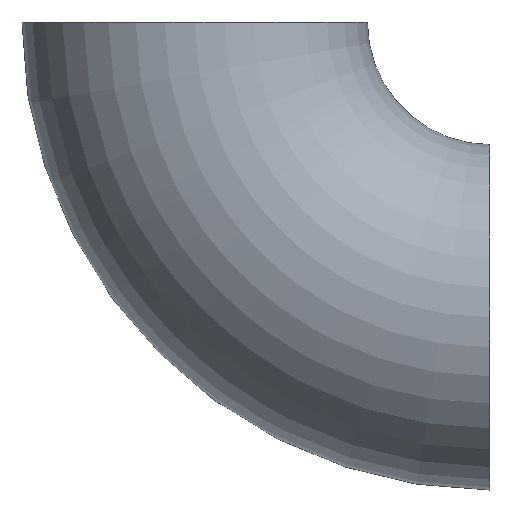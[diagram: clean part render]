
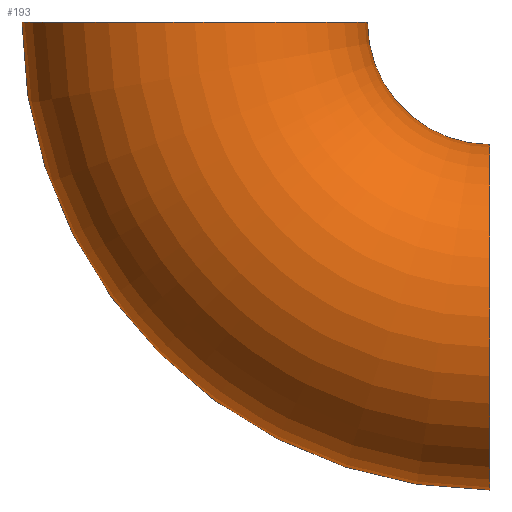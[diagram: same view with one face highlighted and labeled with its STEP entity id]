
A CAD part, front view. The second image highlights one B-rep face of the part: STEP entity #193.
In plain terms, the highlighted toroidal (fillet/blend) face has major radius 76 mm and minor radius 44.45 mm.
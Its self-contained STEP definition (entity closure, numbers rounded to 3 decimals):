
#3 = DIRECTION ( 'NONE',  ( 0., 0., 1. ) ) ;
#7 = ORIENTED_EDGE ( 'NONE', *, *, #34, .F. ) ;
#8 = AXIS2_PLACEMENT_3D ( 'NONE', #133, #197, #235 ) ;
#21 = DIRECTION ( 'NONE',  ( 0., 1., 0. ) ) ;
#30 = AXIS2_PLACEMENT_3D ( 'NONE', #216, #3, #62 ) ;
#34 = EDGE_CURVE ( 'NONE', #38, #108, #65, .T. ) ;
#38 = VERTEX_POINT ( 'NONE', #251 ) ;
#47 = CARTESIAN_POINT ( 'NONE',  ( 0., 0., -76. ) ) ;
#50 = VERTEX_POINT ( 'NONE', #212 ) ;
#54 = DIRECTION ( 'NONE',  ( 0., 1., 0. ) ) ;
#60 = CIRCLE ( 'NONE', #145, 44.45 ) ;
#62 = DIRECTION ( 'NONE',  ( 1., 0., 0. ) ) ;
#65 = CIRCLE ( 'NONE', #8, 120.45 ) ;
#70 = ORIENTED_EDGE ( 'NONE', *, *, #226, .T. ) ;
#72 = EDGE_CURVE ( 'NONE', #242, #50, #220, .T. ) ;
#82 = DIRECTION ( 'NONE',  ( 0., 0., 1. ) ) ;
#108 = VERTEX_POINT ( 'NONE', #196 ) ;
#111 = ORIENTED_EDGE ( 'NONE', *, *, #72, .T. ) ;
#112 = AXIS2_PLACEMENT_3D ( 'NONE', #195, #54, #210 ) ;
#133 = CARTESIAN_POINT ( 'NONE',  ( 0., 0., 0. ) ) ;
#145 = AXIS2_PLACEMENT_3D ( 'NONE', #47, #166, #82 ) ;
#150 = CIRCLE ( 'NONE', #30, 44.45 ) ;
#166 = DIRECTION ( 'NONE',  ( -1., 0., 0. ) ) ;
#169 = FACE_OUTER_BOUND ( 'NONE', #191, .T. ) ;
#174 = ORIENTED_EDGE ( 'NONE', *, *, #181, .F. ) ;
#176 = AXIS2_PLACEMENT_3D ( 'NONE', #253, #21, #200 ) ;
#181 = EDGE_CURVE ( 'NONE', #108, #50, #150, .T. ) ;
#185 = TOROIDAL_SURFACE ( 'NONE', #176, 76., 44.45 ) ;
#191 = EDGE_LOOP ( 'NONE', ( #7, #70, #111, #174 ) ) ;
#193 = ADVANCED_FACE ( 'NONE', ( #169 ), #185, .T. ) ;
#195 = CARTESIAN_POINT ( 'NONE',  ( 0., 0., 0. ) ) ;
#196 = CARTESIAN_POINT ( 'NONE',  ( -120.45, 0., 0. ) ) ;
#197 = DIRECTION ( 'NONE',  ( 0., 1., 0. ) ) ;
#200 = DIRECTION ( 'NONE',  ( 0., 0., 1. ) ) ;
#210 = DIRECTION ( 'NONE',  ( 0., 0., 1. ) ) ;
#212 = CARTESIAN_POINT ( 'NONE',  ( -31.55, 0., 0. ) ) ;
#216 = CARTESIAN_POINT ( 'NONE',  ( -76., 0., 0. ) ) ;
#220 = CIRCLE ( 'NONE', #112, 31.55 ) ;
#226 = EDGE_CURVE ( 'NONE', #38, #242, #60, .T. ) ;
#235 = DIRECTION ( 'NONE',  ( 0., 0., 1. ) ) ;
#236 = CARTESIAN_POINT ( 'NONE',  ( 0., 0., -31.55 ) ) ;
#242 = VERTEX_POINT ( 'NONE', #236 ) ;
#251 = CARTESIAN_POINT ( 'NONE',  ( 0., 0., -120.45 ) ) ;
#253 = CARTESIAN_POINT ( 'NONE',  ( 0., 0., 0. ) ) ;
